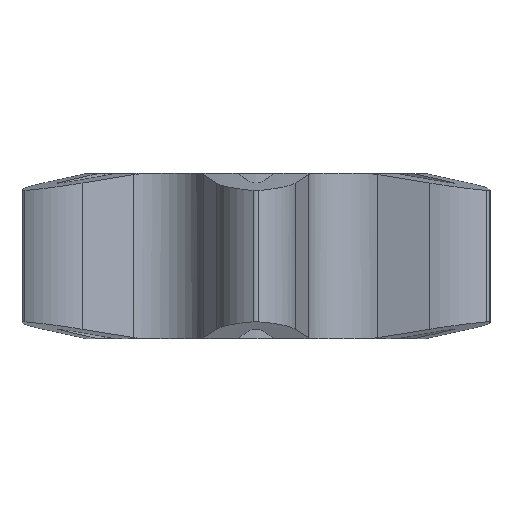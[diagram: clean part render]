
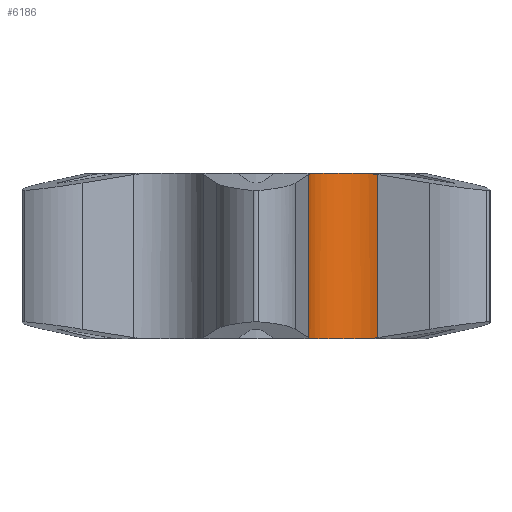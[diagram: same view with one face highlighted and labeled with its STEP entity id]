
A CAD part, front view. The second image highlights one B-rep face of the part: STEP entity #6186.
In plain terms, the highlighted cylindrical face has radius 2.578 mm (diameter 5.156 mm), a partial arc.
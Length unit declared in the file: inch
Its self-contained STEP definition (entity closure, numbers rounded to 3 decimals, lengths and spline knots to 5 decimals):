
#141=B_SPLINE_CURVE_WITH_KNOTS('',3,(#9668,#9669,#9670,#9671),
 .UNSPECIFIED.,.F.,.F.,(4,4),(1.04728,1.08161),
 .UNSPECIFIED.);
#142=B_SPLINE_CURVE_WITH_KNOTS('',3,(#9675,#9676,#9677,#9678,#9679,#9680),
 .UNSPECIFIED.,.F.,.F.,(4,2,4),(0.4778,0.48289,0.52179),
 .UNSPECIFIED.);
#143=B_SPLINE_CURVE_WITH_KNOTS('',3,(#9684,#9685,#9686,#9687,#9688,#9689),
 .UNSPECIFIED.,.F.,.F.,(4,2,4),(0.12418,0.16308,0.16817),
 .UNSPECIFIED.);
#144=B_SPLINE_CURVE_WITH_KNOTS('',3,(#9692,#9693,#9694,#9695),
 .UNSPECIFIED.,.F.,.F.,(4,4),(-0.15851,-0.12418),
 .UNSPECIFIED.);
#291=CYLINDRICAL_SURFACE('',#6670,0.1015);
#538=FACE_OUTER_BOUND('',#937,.T.);
#937=EDGE_LOOP('',(#4229,#4230,#4231,#4232,#4233,#4234,#4235,#4236));
#1344=CIRCLE('',#6613,0.1015);
#1389=CIRCLE('',#6671,0.1015);
#1808=LINE('',#9673,#2174);
#1809=LINE('',#9691,#2175);
#2174=VECTOR('',#7624,0.29504);
#2175=VECTOR('',#7627,0.29504);
#2521=VERTEX_POINT('',#9486);
#2522=VERTEX_POINT('',#9488);
#2596=VERTEX_POINT('',#9667);
#2597=VERTEX_POINT('',#9672);
#2598=VERTEX_POINT('',#9674);
#2599=VERTEX_POINT('',#9681);
#2600=VERTEX_POINT('',#9683);
#2601=VERTEX_POINT('',#9690);
#3123=EDGE_CURVE('',#2522,#2521,#1344,.T.);
#3210=EDGE_CURVE('',#2596,#2521,#141,.T.);
#3211=EDGE_CURVE('',#2597,#2596,#1808,.T.);
#3212=EDGE_CURVE('',#2598,#2597,#142,.T.);
#3213=EDGE_CURVE('',#2599,#2598,#1389,.T.);
#3214=EDGE_CURVE('',#2600,#2599,#143,.T.);
#3215=EDGE_CURVE('',#2601,#2600,#1809,.T.);
#3216=EDGE_CURVE('',#2522,#2601,#144,.T.);
#4229=ORIENTED_EDGE('',*,*,#3123,.T.);
#4230=ORIENTED_EDGE('',*,*,#3210,.F.);
#4231=ORIENTED_EDGE('',*,*,#3211,.F.);
#4232=ORIENTED_EDGE('',*,*,#3212,.F.);
#4233=ORIENTED_EDGE('',*,*,#3213,.F.);
#4234=ORIENTED_EDGE('',*,*,#3214,.F.);
#4235=ORIENTED_EDGE('',*,*,#3215,.F.);
#4236=ORIENTED_EDGE('',*,*,#3216,.F.);
#6186=ADVANCED_FACE('',(#538),#291,.F.);
#6613=AXIS2_PLACEMENT_3D('',#9489,#7468,#7469);
#6670=AXIS2_PLACEMENT_3D('',#9666,#7622,#7623);
#6671=AXIS2_PLACEMENT_3D('',#9682,#7625,#7626);
#7468=DIRECTION('center_axis',(0.,0.,-1.));
#7469=DIRECTION('ref_axis',(1.,0.,0.));
#7622=DIRECTION('center_axis',(0.,0.,1.));
#7623=DIRECTION('ref_axis',(1.,0.,0.));
#7624=DIRECTION('',(0.,0.,-1.));
#7625=DIRECTION('center_axis',(0.,0.,-1.));
#7626=DIRECTION('ref_axis',(1.,0.,0.));
#7627=DIRECTION('',(0.,0.,1.));
#9486=CARTESIAN_POINT('',(0.20736,-0.23365,-0.1495));
#9488=CARTESIAN_POINT('',(0.09867,-0.2964,-0.1495));
#9489=CARTESIAN_POINT('Origin',(0.1929,-0.33411,-0.1495));
#9666=CARTESIAN_POINT('Origin',(0.1929,-0.33411,-0.3125));
#9667=CARTESIAN_POINT('',(0.22088,-0.23654,-0.14752));
#9668=CARTESIAN_POINT('Ctrl Pts',(0.22088,-0.23654,
-0.14752));
#9669=CARTESIAN_POINT('Ctrl Pts',(0.21636,-0.23525,
-0.14823));
#9670=CARTESIAN_POINT('Ctrl Pts',(0.21182,-0.23429,
-0.14889));
#9671=CARTESIAN_POINT('Ctrl Pts',(0.20736,-0.23365,-0.1495));
#9672=CARTESIAN_POINT('',(0.22088,-0.23654,0.14752));
#9673=CARTESIAN_POINT('',(0.22088,-0.23654,0.14752));
#9674=CARTESIAN_POINT('',(0.2036,-0.23318,0.15));
#9675=CARTESIAN_POINT('Ctrl Pts',(0.2036,-0.23318,0.15));
#9676=CARTESIAN_POINT('Ctrl Pts',(0.20427,-0.23325,
0.14991));
#9677=CARTESIAN_POINT('Ctrl Pts',(0.20493,-0.23333,
0.14983));
#9678=CARTESIAN_POINT('Ctrl Pts',(0.21061,-0.23404,
0.14907));
#9679=CARTESIAN_POINT('Ctrl Pts',(0.21576,-0.23508,
0.14832));
#9680=CARTESIAN_POINT('Ctrl Pts',(0.22088,-0.23654,
0.14752));
#9681=CARTESIAN_POINT('',(0.10014,-0.29291,0.15));
#9682=CARTESIAN_POINT('Origin',(0.1929,-0.33411,0.15));
#9683=CARTESIAN_POINT('',(0.09441,-0.30956,0.14752));
#9684=CARTESIAN_POINT('Ctrl Pts',(0.09441,-0.30956,
0.14752));
#9685=CARTESIAN_POINT('Ctrl Pts',(0.0957,-0.30439,
0.14832));
#9686=CARTESIAN_POINT('Ctrl Pts',(0.09738,-0.29941,
0.14907));
#9687=CARTESIAN_POINT('Ctrl Pts',(0.0996,-0.29414,
0.14983));
#9688=CARTESIAN_POINT('Ctrl Pts',(0.09987,-0.29352,
0.14991));
#9689=CARTESIAN_POINT('Ctrl Pts',(0.10014,-0.29291,
0.15));
#9690=CARTESIAN_POINT('',(0.09441,-0.30956,-0.14752));
#9691=CARTESIAN_POINT('',(0.09441,-0.30956,-0.14752));
#9692=CARTESIAN_POINT('Ctrl Pts',(0.09867,-0.2964,
-0.1495));
#9693=CARTESIAN_POINT('Ctrl Pts',(0.09699,-0.30058,
-0.14889));
#9694=CARTESIAN_POINT('Ctrl Pts',(0.09555,-0.305,
-0.14823));
#9695=CARTESIAN_POINT('Ctrl Pts',(0.09441,-0.30956,
-0.14752));
